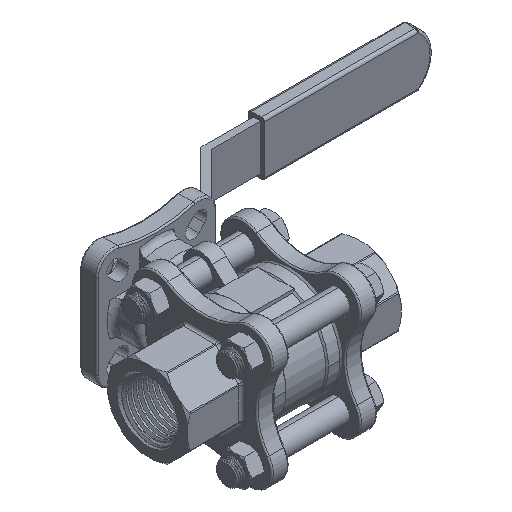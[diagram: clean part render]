
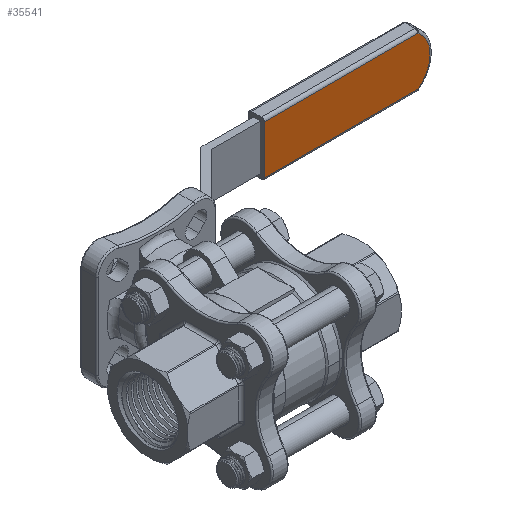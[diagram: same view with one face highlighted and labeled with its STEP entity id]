
A CAD part, isometric view. The second image highlights one B-rep face of the part: STEP entity #35541.
In plain terms, the highlighted planar face has unit normal (0, -1, 0).
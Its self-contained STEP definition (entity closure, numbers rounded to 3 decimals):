
#35322=DIRECTION('',(-1.,0.,0.));
#35323=VECTOR('',#35322,53.953);
#35324=CARTESIAN_POINT('',(116.164,58.8,8.571));
#35325=LINE('',#35324,#35323);
#35326=CARTESIAN_POINT('',(110.,58.8,0.071));
#35327=DIRECTION('',(0.,-1.,0.));
#35328=DIRECTION('',(0.587,0.,-0.81));
#35329=AXIS2_PLACEMENT_3D('',#35326,#35327,#35328);
#35331=DIRECTION('',(1.,0.,0.));
#35332=VECTOR('',#35331,53.953);
#35333=CARTESIAN_POINT('',(62.211,58.8,-8.429));
#35334=LINE('',#35333,#35332);
#35335=DIRECTION('',(0.,0.,-1.));
#35336=VECTOR('',#35335,17.);
#35337=CARTESIAN_POINT('',(62.211,58.8,8.571));
#35338=LINE('',#35337,#35336);
#35506=CARTESIAN_POINT('',(62.211,58.8,8.571));
#35508=VERTEX_POINT('',#35506);
#35512=CARTESIAN_POINT('',(116.164,58.8,8.571));
#35513=VERTEX_POINT('',#35512);
#35516=CARTESIAN_POINT('',(116.164,58.8,-8.429));
#35517=VERTEX_POINT('',#35516);
#35523=CARTESIAN_POINT('',(62.211,58.8,-8.429));
#35525=VERTEX_POINT('',#35523);
#35526=CARTESIAN_POINT('',(0.,58.8,0.));
#35527=DIRECTION('',(0.,-1.,0.));
#35528=DIRECTION('',(1.,0.,0.));
#35529=AXIS2_PLACEMENT_3D('',#35526,#35527,#35528);
#35530=PLANE('',#35529);
#35532=ORIENTED_EDGE('',*,*,#35531,.F.);
#35534=ORIENTED_EDGE('',*,*,#35533,.F.);
#35536=ORIENTED_EDGE('',*,*,#35535,.F.);
#35538=ORIENTED_EDGE('',*,*,#35537,.F.);
#35539=EDGE_LOOP('',(#35532,#35534,#35536,#35538));
#35540=FACE_OUTER_BOUND('',#35539,.F.);
#35330=CIRCLE('',#35329,10.5);
#35531=EDGE_CURVE('',#35513,#35508,#35325,.T.);
#35533=EDGE_CURVE('',#35517,#35513,#35330,.T.);
#35535=EDGE_CURVE('',#35525,#35517,#35334,.T.);
#35537=EDGE_CURVE('',#35508,#35525,#35338,.T.);
#35541=ADVANCED_FACE('',(#35540),#35530,.T.);
